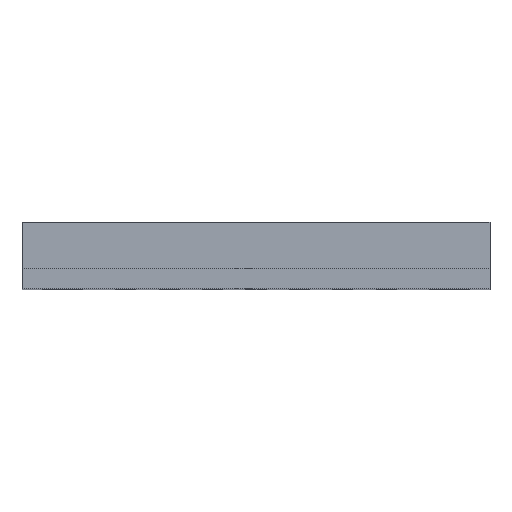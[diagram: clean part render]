
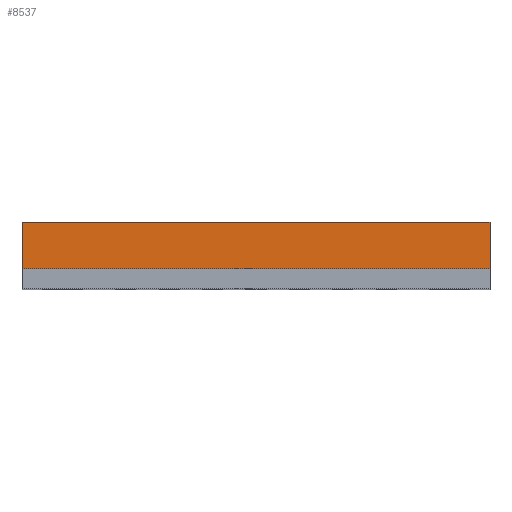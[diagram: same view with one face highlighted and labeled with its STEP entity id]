
A CAD part, top view. The second image highlights one B-rep face of the part: STEP entity #8537.
In plain terms, the highlighted planar face has unit normal (0, 0, 1).
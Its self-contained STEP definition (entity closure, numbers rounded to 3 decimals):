
#48 = ORIENTED_EDGE ( 'NONE', *, *, #8509, .T. ) ;
#53 = DIRECTION ( 'NONE',  ( -1., 0., 0. ) ) ;
#155 = CARTESIAN_POINT ( 'NONE',  ( 3.5, 0.3, 3.7 ) ) ;
#392 = VECTOR ( 'NONE', #2896, 1000. ) ;
#694 = LINE ( 'NONE', #1904, #11944 ) ;
#1245 = DIRECTION ( 'NONE',  ( 1., 0., 0. ) ) ;
#1275 = EDGE_CURVE ( 'NONE', #10424, #4757, #11982, .T. ) ;
#1296 = CARTESIAN_POINT ( 'NONE',  ( 0.592, 1., 3.7 ) ) ;
#1462 = ORIENTED_EDGE ( 'NONE', *, *, #1275, .F. ) ;
#1550 = ORIENTED_EDGE ( 'NONE', *, *, #10892, .T. ) ;
#1766 = VECTOR ( 'NONE', #10059, 1000. ) ;
#1904 = CARTESIAN_POINT ( 'NONE',  ( 3.5, 0.999, 3.7 ) ) ;
#2212 = LINE ( 'NONE', #11104, #1766 ) ;
#2462 = ORIENTED_EDGE ( 'NONE', *, *, #6611, .T. ) ;
#2896 = DIRECTION ( 'NONE',  ( 0., 1., 0. ) ) ;
#3007 = EDGE_CURVE ( 'NONE', #10895, #10945, #694, .T. ) ;
#3186 = CARTESIAN_POINT ( 'NONE',  ( 3.5, 12.186, 3.7 ) ) ;
#3552 = VERTEX_POINT ( 'NONE', #7031 ) ;
#4698 = DIRECTION ( 'NONE',  ( 1., 0., 0. ) ) ;
#4757 = VERTEX_POINT ( 'NONE', #1296 ) ;
#4927 = VECTOR ( 'NONE', #11598, 1000. ) ;
#5083 = LINE ( 'NONE', #11360, #392 ) ;
#5912 = CARTESIAN_POINT ( 'NONE',  ( -3.5, 1., 3.7 ) ) ;
#6521 = DIRECTION ( 'NONE',  ( 0., 0., -1. ) ) ;
#6567 = PLANE ( 'NONE',  #8725 ) ;
#6605 = CARTESIAN_POINT ( 'NONE',  ( -3.5, 1., 3.7 ) ) ;
#6611 = EDGE_CURVE ( 'NONE', #3552, #11512, #10447, .T. ) ;
#6835 = CARTESIAN_POINT ( 'NONE',  ( -3.5, 0.3, 3.7 ) ) ;
#6942 = VECTOR ( 'NONE', #1245, 1000. ) ;
#7031 = CARTESIAN_POINT ( 'NONE',  ( -3.5, 0.3, 3.7 ) ) ;
#7749 = VECTOR ( 'NONE', #10295, 1000. ) ;
#8509 = EDGE_CURVE ( 'NONE', #10424, #3552, #2212, .T. ) ;
#8537 = ADVANCED_FACE ( 'NONE', ( #8938 ), #6567, .F. ) ;
#8725 = AXIS2_PLACEMENT_3D ( 'NONE', #12116, #6521, #53 ) ;
#8938 = FACE_OUTER_BOUND ( 'NONE', #9520, .T. ) ;
#9281 = ORIENTED_EDGE ( 'NONE', *, *, #11044, .F. ) ;
#9404 = CARTESIAN_POINT ( 'NONE',  ( 0.592, 0.999, 3.7 ) ) ;
#9520 = EDGE_LOOP ( 'NONE', ( #12136, #1550, #1462, #48, #2462, #9281 ) ) ;
#9656 = CARTESIAN_POINT ( 'NONE',  ( 3.5, 0.999, 3.7 ) ) ;
#10059 = DIRECTION ( 'NONE',  ( 0., -1., 0. ) ) ;
#10295 = DIRECTION ( 'NONE',  ( 1., 0., 0. ) ) ;
#10424 = VERTEX_POINT ( 'NONE', #5912 ) ;
#10447 = LINE ( 'NONE', #6835, #6942 ) ;
#10892 = EDGE_CURVE ( 'NONE', #10895, #4757, #5083, .T. ) ;
#10895 = VERTEX_POINT ( 'NONE', #9404 ) ;
#10945 = VERTEX_POINT ( 'NONE', #9656 ) ;
#11044 = EDGE_CURVE ( 'NONE', #10945, #11512, #11347, .T. ) ;
#11104 = CARTESIAN_POINT ( 'NONE',  ( -3.5, 12.186, 3.7 ) ) ;
#11347 = LINE ( 'NONE', #3186, #4927 ) ;
#11360 = CARTESIAN_POINT ( 'NONE',  ( 0.592, 0.999, 3.7 ) ) ;
#11512 = VERTEX_POINT ( 'NONE', #155 ) ;
#11598 = DIRECTION ( 'NONE',  ( 0., -1., 0. ) ) ;
#11944 = VECTOR ( 'NONE', #4698, 1000. ) ;
#11982 = LINE ( 'NONE', #6605, #7749 ) ;
#12116 = CARTESIAN_POINT ( 'NONE',  ( -3.5, 12.186, 3.7 ) ) ;
#12136 = ORIENTED_EDGE ( 'NONE', *, *, #3007, .F. ) ;
